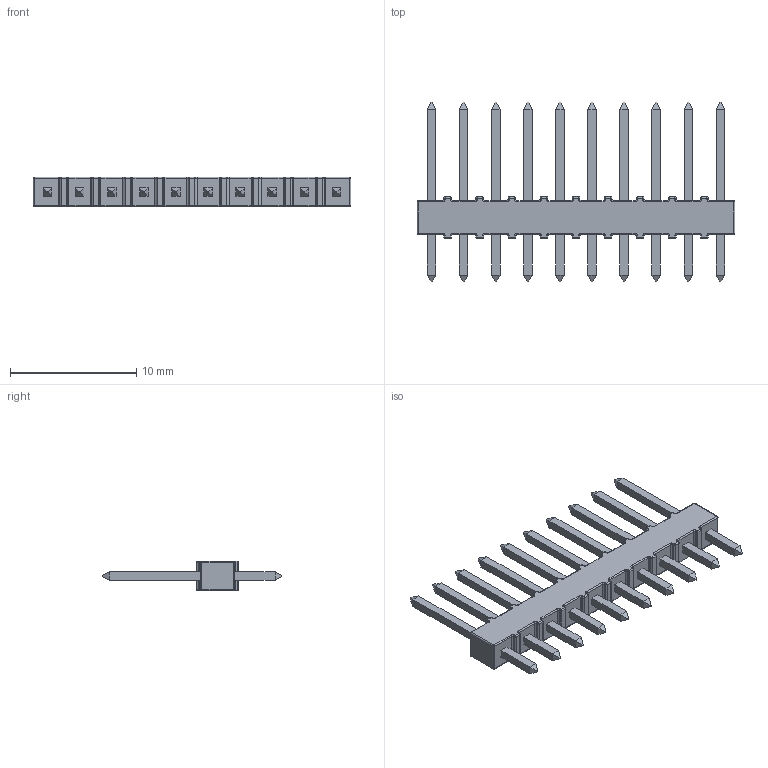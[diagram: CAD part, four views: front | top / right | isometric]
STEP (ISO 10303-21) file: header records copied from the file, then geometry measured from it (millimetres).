
FILE_DESCRIPTION (( 'STEP AP214' ), '1' );
FILE_NAME ('0022102101.STEP', '2018-02-20T21:28:03', ( '' ), ( '' ), 'SwSTEP 2.0', 'SolidWorks 2014', '' );
FILE_SCHEMA (( 'AUTOMOTIVE_DESIGN' ));
Length unit declared in the file: millimetre
Products named in the file (1): 0022102101
Bounding box: 25.15 x 14.22 x 2.34 mm (x, y, z)
Volume: 215.1 mm3; surface area: 593.5 mm2
Topology: 21 solids, 21 shells, 658 faces, 1464 edges, 768 vertices
Faces by surface type: plane 278, cylinder 228, sphere 80, torus 72
Entity records: 19738 total; most frequent: DIRECTION 3230, CARTESIAN_POINT 2811, ORIENTED_EDGE 2768, EDGE_CURVE 1384, AXIS2_PLACEMENT_3D 1187, LINE 856, VECTOR 856, VERTEX_POINT 768
